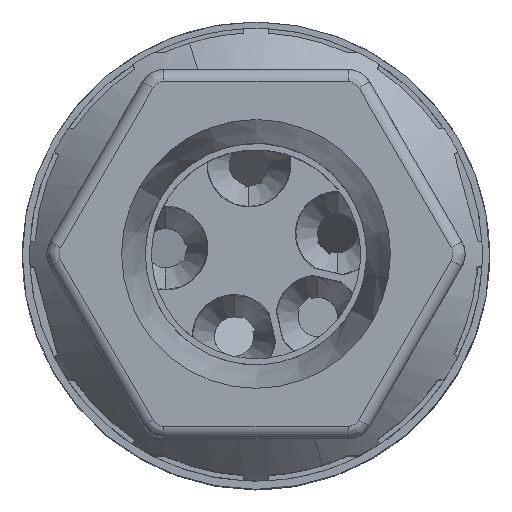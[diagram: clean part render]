
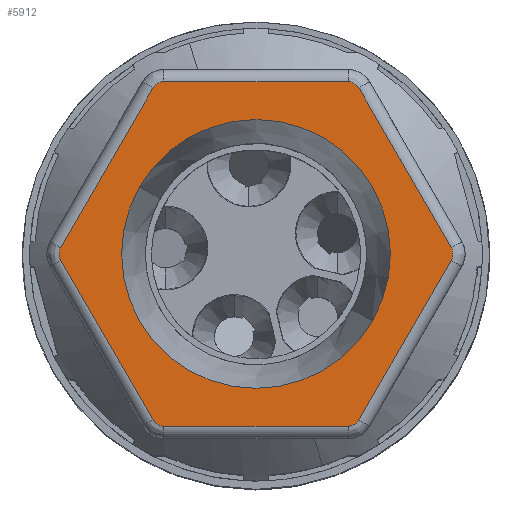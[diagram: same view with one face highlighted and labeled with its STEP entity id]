
A CAD part, top view. The second image highlights one B-rep face of the part: STEP entity #5912.
In plain terms, the highlighted planar face has unit normal (0, 0, 1).
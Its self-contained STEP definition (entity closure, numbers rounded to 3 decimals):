
#5878=AXIS2_PLACEMENT_3D('Plane Axis2P3D',#5875,#5876,#5877) ;
#5896=AXIS2_PLACEMENT_3D('Circle Axis2P3D',#5894,#5895,$) ;
#5905=AXIS2_PLACEMENT_3D('Circle Axis2P3D',#5903,#5904,$) ;
#5500=CARTESIAN_POINT('Vertex',(13.252,2.5,58.9)) ;
#5503=CARTESIAN_POINT('Line Origine',(7.124,2.5,58.9)) ;
#5507=CARTESIAN_POINT('Vertex',(5.746,2.5,58.9)) ;
#5536=CARTESIAN_POINT('Vertex',(5.313,2.75,58.9)) ;
#5540=CARTESIAN_POINT('Control Point',(5.746,2.5,58.9)) ;
#5541=CARTESIAN_POINT('Control Point',(5.458,2.5,58.9)) ;
#5542=CARTESIAN_POINT('Control Point',(5.313,2.75,58.9)) ;
#5556=CARTESIAN_POINT('Line Origine',(6.291,1.057,58.9)) ;
#5560=CARTESIAN_POINT('Vertex',(1.56,9.25,58.9)) ;
#5589=CARTESIAN_POINT('Vertex',(1.56,9.75,58.9)) ;
#5593=CARTESIAN_POINT('Control Point',(1.56,9.75,58.9)) ;
#5594=CARTESIAN_POINT('Control Point',(1.416,9.5,58.9)) ;
#5595=CARTESIAN_POINT('Control Point',(1.56,9.25,58.9)) ;
#5609=CARTESIAN_POINT('Line Origine',(26.312,52.62,58.9)) ;
#5613=CARTESIAN_POINT('Vertex',(5.313,16.25,58.9)) ;
#5642=CARTESIAN_POINT('Vertex',(5.746,16.5,58.9)) ;
#5646=CARTESIAN_POINT('Control Point',(5.313,16.25,58.9)) ;
#5647=CARTESIAN_POINT('Control Point',(5.458,16.5,58.9)) ;
#5648=CARTESIAN_POINT('Control Point',(5.746,16.5,58.9)) ;
#5666=CARTESIAN_POINT('Vertex',(13.252,16.5,58.9)) ;
#5669=CARTESIAN_POINT('Line Origine',(15.207,16.5,58.9)) ;
#5692=CARTESIAN_POINT('Control Point',(13.252,16.5,58.9)) ;
#5693=CARTESIAN_POINT('Control Point',(13.54,16.5,58.9)) ;
#5694=CARTESIAN_POINT('Control Point',(13.685,16.25,58.9)) ;
#5695=CARTESIAN_POINT('Vertex',(13.685,16.25,58.9)) ;
#5715=CARTESIAN_POINT('Line Origine',(14.374,15.057,58.9)) ;
#5719=CARTESIAN_POINT('Vertex',(17.438,9.75,58.9)) ;
#5748=CARTESIAN_POINT('Vertex',(17.438,9.25,58.9)) ;
#5752=CARTESIAN_POINT('Control Point',(17.438,9.75,58.9)) ;
#5753=CARTESIAN_POINT('Control Point',(17.582,9.5,58.9)) ;
#5754=CARTESIAN_POINT('Control Point',(17.438,9.25,58.9)) ;
#5768=CARTESIAN_POINT('Line Origine',(38.436,45.62,58.9)) ;
#5772=CARTESIAN_POINT('Vertex',(13.685,2.75,58.9)) ;
#5800=CARTESIAN_POINT('Control Point',(13.685,2.75,58.9)) ;
#5801=CARTESIAN_POINT('Control Point',(13.54,2.5,58.9)) ;
#5802=CARTESIAN_POINT('Control Point',(13.252,2.5,58.9)) ;
#5875=CARTESIAN_POINT('Axis2P3D Location',(14.853,6.409,58.9)) ;
#5894=CARTESIAN_POINT('Axis2P3D Location',(9.499,9.5,58.9)) ;
#5898=CARTESIAN_POINT('Vertex',(14.232,6.768,58.9)) ;
#5900=CARTESIAN_POINT('Vertex',(4.767,12.232,58.9)) ;
#5903=CARTESIAN_POINT('Axis2P3D Location',(9.499,9.5,58.9)) ;
#5504=DIRECTION('Vector Direction',(1.,0.,0.)) ;
#5557=DIRECTION('Vector Direction',(0.5,-0.866,0.)) ;
#5610=DIRECTION('Vector Direction',(-0.5,-0.866,0.)) ;
#5670=DIRECTION('Vector Direction',(-1.,0.,0.)) ;
#5716=DIRECTION('Vector Direction',(-0.5,0.866,0.)) ;
#5769=DIRECTION('Vector Direction',(0.5,0.866,0.)) ;
#5876=DIRECTION('Axis2P3D Direction',(0.,0.,1.)) ;
#5877=DIRECTION('Axis2P3D XDirection',(0.866,-0.5,0.)) ;
#5895=DIRECTION('Axis2P3D Direction',(0.,0.,1.)) ;
#5904=DIRECTION('Axis2P3D Direction',(0.,0.,1.)) ;
#5505=VECTOR('Line Direction',#5504,1.) ;
#5558=VECTOR('Line Direction',#5557,1.) ;
#5611=VECTOR('Line Direction',#5610,1.) ;
#5671=VECTOR('Line Direction',#5670,1.) ;
#5717=VECTOR('Line Direction',#5716,1.) ;
#5770=VECTOR('Line Direction',#5769,1.) ;
#5881=ORIENTED_EDGE('',*,*,#5673,.T.) ;
#5882=ORIENTED_EDGE('',*,*,#5649,.F.) ;
#5883=ORIENTED_EDGE('',*,*,#5615,.T.) ;
#5884=ORIENTED_EDGE('',*,*,#5596,.T.) ;
#5885=ORIENTED_EDGE('',*,*,#5562,.T.) ;
#5886=ORIENTED_EDGE('',*,*,#5543,.F.) ;
#5887=ORIENTED_EDGE('',*,*,#5509,.T.) ;
#5888=ORIENTED_EDGE('',*,*,#5803,.F.) ;
#5889=ORIENTED_EDGE('',*,*,#5774,.T.) ;
#5890=ORIENTED_EDGE('',*,*,#5755,.F.) ;
#5891=ORIENTED_EDGE('',*,*,#5721,.T.) ;
#5892=ORIENTED_EDGE('',*,*,#5697,.F.) ;
#5909=ORIENTED_EDGE('',*,*,#5902,.F.) ;
#5910=ORIENTED_EDGE('',*,*,#5907,.F.) ;
#5911=FACE_BOUND('',#5908,.T.) ;
#5912=ADVANCED_FACE('Volumenk\X2\00F6\X0\rper2',(#5893,#5911),#5879,.T.) ;
#5897=CIRCLE('generated circle',#5896,5.465) ;
#5906=CIRCLE('generated circle',#5905,5.465) ;
#5509=EDGE_CURVE('',#5508,#5501,#5506,.T.) ;
#5543=EDGE_CURVE('',#5508,#5537,#5539,.T.) ;
#5562=EDGE_CURVE('',#5561,#5537,#5559,.T.) ;
#5596=EDGE_CURVE('',#5590,#5561,#5592,.T.) ;
#5615=EDGE_CURVE('',#5614,#5590,#5612,.T.) ;
#5649=EDGE_CURVE('',#5614,#5643,#5645,.T.) ;
#5673=EDGE_CURVE('',#5667,#5643,#5672,.T.) ;
#5697=EDGE_CURVE('',#5667,#5696,#5691,.T.) ;
#5721=EDGE_CURVE('',#5720,#5696,#5718,.T.) ;
#5755=EDGE_CURVE('',#5720,#5749,#5751,.T.) ;
#5774=EDGE_CURVE('',#5773,#5749,#5771,.T.) ;
#5803=EDGE_CURVE('',#5773,#5501,#5799,.T.) ;
#5902=EDGE_CURVE('',#5899,#5901,#5897,.T.) ;
#5907=EDGE_CURVE('',#5901,#5899,#5906,.T.) ;
#5880=EDGE_LOOP('',(#5881,#5882,#5883,#5884,#5885,#5886,#5887,#5888,#5889,#5890,#5891,#5892)) ;
#5908=EDGE_LOOP('',(#5909,#5910)) ;
#5893=FACE_OUTER_BOUND('',#5880,.T.) ;
#5506=LINE('Line',#5503,#5505) ;
#5559=LINE('Line',#5556,#5558) ;
#5612=LINE('Line',#5609,#5611) ;
#5672=LINE('Line',#5669,#5671) ;
#5718=LINE('Line',#5715,#5717) ;
#5771=LINE('Line',#5768,#5770) ;
#5879=PLANE('',#5878) ;
#5501=VERTEX_POINT('',#5500) ;
#5508=VERTEX_POINT('',#5507) ;
#5537=VERTEX_POINT('',#5536) ;
#5561=VERTEX_POINT('',#5560) ;
#5590=VERTEX_POINT('',#5589) ;
#5614=VERTEX_POINT('',#5613) ;
#5643=VERTEX_POINT('',#5642) ;
#5667=VERTEX_POINT('',#5666) ;
#5696=VERTEX_POINT('',#5695) ;
#5720=VERTEX_POINT('',#5719) ;
#5749=VERTEX_POINT('',#5748) ;
#5773=VERTEX_POINT('',#5772) ;
#5899=VERTEX_POINT('',#5898) ;
#5901=VERTEX_POINT('',#5900) ;
#5539=(BOUNDED_CURVE()B_SPLINE_CURVE(2,(#5540,#5541,#5542),.UNSPECIFIED.,.F.,.U.)B_SPLINE_CURVE_WITH_KNOTS((3,3),(-2.094,-1.132),.UNSPECIFIED.)CURVE()GEOMETRIC_REPRESENTATION_ITEM()RATIONAL_B_SPLINE_CURVE((1.,0.866,1.))REPRESENTATION_ITEM('')) ;
#5592=(BOUNDED_CURVE()B_SPLINE_CURVE(2,(#5593,#5594,#5595),.UNSPECIFIED.,.F.,.U.)B_SPLINE_CURVE_WITH_KNOTS((3,3),(-3.142,-2.179),.UNSPECIFIED.)CURVE()GEOMETRIC_REPRESENTATION_ITEM()RATIONAL_B_SPLINE_CURVE((1.,0.866,1.))REPRESENTATION_ITEM('')) ;
#5645=(BOUNDED_CURVE()B_SPLINE_CURVE(2,(#5646,#5647,#5648),.UNSPECIFIED.,.F.,.U.)B_SPLINE_CURVE_WITH_KNOTS((3,3),(0.,0.962),.UNSPECIFIED.)CURVE()GEOMETRIC_REPRESENTATION_ITEM()RATIONAL_B_SPLINE_CURVE((1.,0.866,1.))REPRESENTATION_ITEM('')) ;
#5691=(BOUNDED_CURVE()B_SPLINE_CURVE(2,(#5692,#5693,#5694),.UNSPECIFIED.,.F.,.U.)B_SPLINE_CURVE_WITH_KNOTS((3,3),(1.047,2.009),.UNSPECIFIED.)CURVE()GEOMETRIC_REPRESENTATION_ITEM()RATIONAL_B_SPLINE_CURVE((1.,0.866,1.))REPRESENTATION_ITEM('')) ;
#5751=(BOUNDED_CURVE()B_SPLINE_CURVE(2,(#5752,#5753,#5754),.UNSPECIFIED.,.F.,.U.)B_SPLINE_CURVE_WITH_KNOTS((3,3),(2.094,3.057),.UNSPECIFIED.)CURVE()GEOMETRIC_REPRESENTATION_ITEM()RATIONAL_B_SPLINE_CURVE((1.,0.866,1.))REPRESENTATION_ITEM('')) ;
#5799=(BOUNDED_CURVE()B_SPLINE_CURVE(2,(#5800,#5801,#5802),.UNSPECIFIED.,.F.,.U.)B_SPLINE_CURVE_WITH_KNOTS((3,3),(-3.142,-2.179),.UNSPECIFIED.)CURVE()GEOMETRIC_REPRESENTATION_ITEM()RATIONAL_B_SPLINE_CURVE((1.,0.866,1.))REPRESENTATION_ITEM('')) ;
